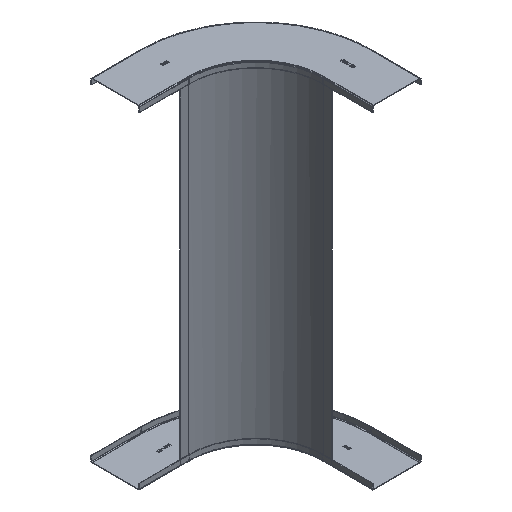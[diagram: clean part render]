
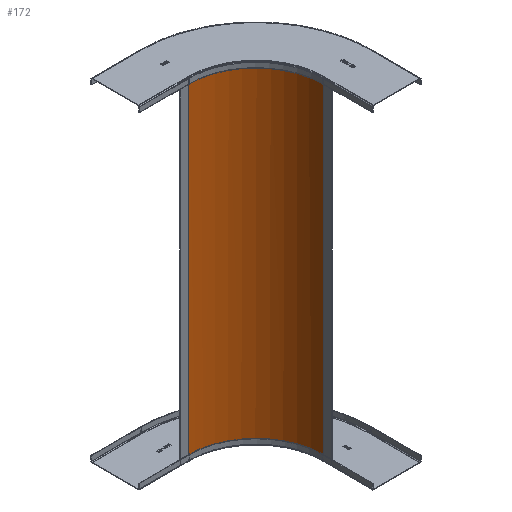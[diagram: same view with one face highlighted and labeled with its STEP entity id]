
A CAD part, isometric view. The second image highlights one B-rep face of the part: STEP entity #172.
In plain terms, the highlighted free-form (B-spline) face has degree [1, 2] with [2, 3] control points.
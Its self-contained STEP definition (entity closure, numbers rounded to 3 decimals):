
#172=ADVANCED_FACE('',(#538),#5466,.T.);
#538=FACE_OUTER_BOUND('',#904,.T.);
#904=EDGE_LOOP('',(#1345,#1346,#1347,#1348));
#1345=ORIENTED_EDGE('',*,*,#3098,.F.);
#1346=ORIENTED_EDGE('',*,*,#3118,.F.);
#1347=ORIENTED_EDGE('',*,*,#3115,.F.);
#1348=ORIENTED_EDGE('',*,*,#3102,.F.);
#3098=EDGE_CURVE('',#4889,#4894,#4175,.T.);
#3102=EDGE_CURVE('',#4894,#4898,#3991,.T.);
#3115=EDGE_CURVE('',#4898,#4902,#4189,.T.);
#3118=EDGE_CURVE('',#4902,#4889,#3994,.T.);
#3991=(
BOUNDED_CURVE()
B_SPLINE_CURVE(2,(#6246,#6247,#6248),.UNSPECIFIED.,.F.,.F.)
B_SPLINE_CURVE_WITH_KNOTS((3,3),(0.,191.244),.UNSPECIFIED.)
CURVE()
GEOMETRIC_REPRESENTATION_ITEM()
RATIONAL_B_SPLINE_CURVE((1.,0.707,1.))
REPRESENTATION_ITEM('')
);
#3994=(
BOUNDED_CURVE()
B_SPLINE_CURVE(2,(#6281,#6282,#6283),.UNSPECIFIED.,.F.,.F.)
B_SPLINE_CURVE_WITH_KNOTS((3,3),(0.,191.244),.UNSPECIFIED.)
CURVE()
GEOMETRIC_REPRESENTATION_ITEM()
RATIONAL_B_SPLINE_CURVE((1.,0.707,1.))
REPRESENTATION_ITEM('')
);
#4175=B_SPLINE_CURVE_WITH_KNOTS('',1,(#6238,#6239),.UNSPECIFIED.,.F.,.F.,
(2,2),(-201.5,0.),.UNSPECIFIED.);
#4189=B_SPLINE_CURVE_WITH_KNOTS('',1,(#6275,#6276),.UNSPECIFIED.,.F.,.F.,
(2,2),(-201.5,0.),.UNSPECIFIED.);
#4889=VERTEX_POINT('',#6212);
#4894=VERTEX_POINT('',#6217);
#4898=VERTEX_POINT('',#6221);
#4902=VERTEX_POINT('',#6225);
#5466=(
BOUNDED_SURFACE()
B_SPLINE_SURFACE(1,2,((#6206,#6207,#6208),(#6209,#6210,#6211)),
 .UNSPECIFIED.,.F.,.F.,.F.)
B_SPLINE_SURFACE_WITH_KNOTS((2,2),(3,3),(0.,242.473),(191.244,
382.489),.UNSPECIFIED.)
GEOMETRIC_REPRESENTATION_ITEM()
RATIONAL_B_SPLINE_SURFACE(((1.,0.707,1.),(1.,0.707,
1.)))
REPRESENTATION_ITEM('')
SURFACE()
);
#6206=CARTESIAN_POINT('',(-122.75,136.75,361.904));
#6207=CARTESIAN_POINT('',(-1.,136.75,361.904));
#6208=CARTESIAN_POINT('',(-1.,15.,361.904));
#6209=CARTESIAN_POINT('',(-122.75,136.75,-361.904));
#6210=CARTESIAN_POINT('',(-1.,136.75,-361.904));
#6211=CARTESIAN_POINT('',(-1.,15.,-361.904));
#6212=CARTESIAN_POINT('',(-1.,15.,300.75));
#6217=CARTESIAN_POINT('',(-1.,15.,-300.75));
#6221=CARTESIAN_POINT('',(-122.75,136.75,-300.75));
#6225=CARTESIAN_POINT('',(-122.75,136.75,300.75));
#6238=CARTESIAN_POINT('',(-1.,15.,300.75));
#6239=CARTESIAN_POINT('',(-1.,15.,-300.75));
#6246=CARTESIAN_POINT('',(-1.,15.,-300.75));
#6247=CARTESIAN_POINT('',(-1.,136.75,-300.75));
#6248=CARTESIAN_POINT('',(-122.75,136.75,-300.75));
#6275=CARTESIAN_POINT('',(-122.75,136.75,-300.75));
#6276=CARTESIAN_POINT('',(-122.75,136.75,300.75));
#6281=CARTESIAN_POINT('',(-122.75,136.75,300.75));
#6282=CARTESIAN_POINT('',(-1.,136.75,300.75));
#6283=CARTESIAN_POINT('',(-1.,15.,300.75));
